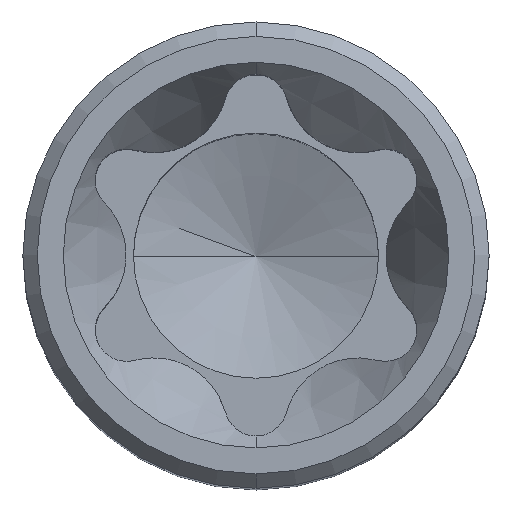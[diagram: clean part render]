
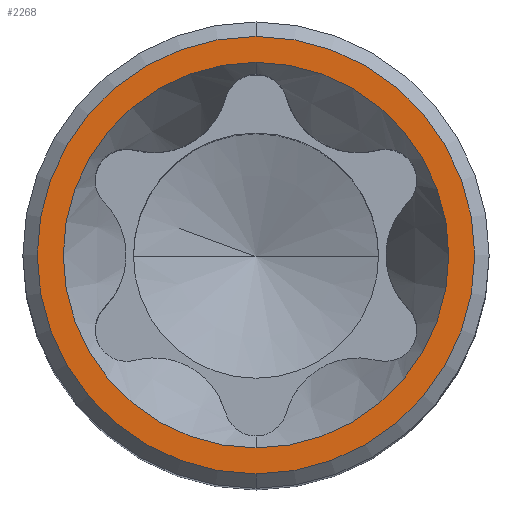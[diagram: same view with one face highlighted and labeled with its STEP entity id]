
A CAD part, top view. The second image highlights one B-rep face of the part: STEP entity #2268.
In plain terms, the highlighted planar face has unit normal (0, 0, 1).
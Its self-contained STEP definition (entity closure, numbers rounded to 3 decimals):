
#889=CARTESIAN_POINT('',(0.,0.,50.));
#890=DIRECTION('',(0.,0.,-1.));
#891=DIRECTION('',(0.,1.,0.));
#892=AXIS2_PLACEMENT_3D('',#889,#890,#891);
#894=CARTESIAN_POINT('',(0.,0.,50.));
#895=DIRECTION('',(0.,0.,-1.));
#896=DIRECTION('',(0.,-1.,0.));
#897=AXIS2_PLACEMENT_3D('',#894,#895,#896);
#899=CARTESIAN_POINT('',(0.,0.,50.));
#900=DIRECTION('',(0.,0.,1.));
#901=DIRECTION('',(0.,-1.,0.));
#902=AXIS2_PLACEMENT_3D('',#899,#900,#901);
#904=CARTESIAN_POINT('',(0.,0.,50.));
#905=DIRECTION('',(0.,0.,1.));
#906=DIRECTION('',(0.,1.,0.));
#907=AXIS2_PLACEMENT_3D('',#904,#905,#906);
#1273=CARTESIAN_POINT('',(0.,4.01,50.));
#1274=CARTESIAN_POINT('',(0.,-4.01,50.));
#1275=VERTEX_POINT('',#1273);
#1276=VERTEX_POINT('',#1274);
#1281=CARTESIAN_POINT('',(0.,-4.55,50.));
#1282=CARTESIAN_POINT('',(0.,4.55,50.));
#1283=VERTEX_POINT('',#1281);
#1284=VERTEX_POINT('',#1282);
#2252=CARTESIAN_POINT('',(0.,0.,50.));
#2253=DIRECTION('',(0.,0.,1.));
#2254=DIRECTION('',(0.,1.,0.));
#2255=AXIS2_PLACEMENT_3D('',#2252,#2253,#2254);
#2256=PLANE('',#2255);
#2258=ORIENTED_EDGE('',*,*,#2257,.F.);
#2259=ORIENTED_EDGE('',*,*,#2242,.F.);
#2260=EDGE_LOOP('',(#2258,#2259));
#2261=FACE_OUTER_BOUND('',#2260,.F.);
#2263=ORIENTED_EDGE('',*,*,#2262,.F.);
#2265=ORIENTED_EDGE('',*,*,#2264,.F.);
#2266=EDGE_LOOP('',(#2263,#2265));
#2267=FACE_BOUND('',#2266,.F.);
#2268=ADVANCED_FACE('',(#2261,#2267),#2256,.T.);
#893=CIRCLE('',#892,4.01);
#898=CIRCLE('',#897,4.01);
#903=CIRCLE('',#902,4.55);
#908=CIRCLE('',#907,4.55);
#2242=EDGE_CURVE('',#1284,#1283,#908,.T.);
#2257=EDGE_CURVE('',#1283,#1284,#903,.T.);
#2262=EDGE_CURVE('',#1275,#1276,#893,.T.);
#2264=EDGE_CURVE('',#1276,#1275,#898,.T.);
